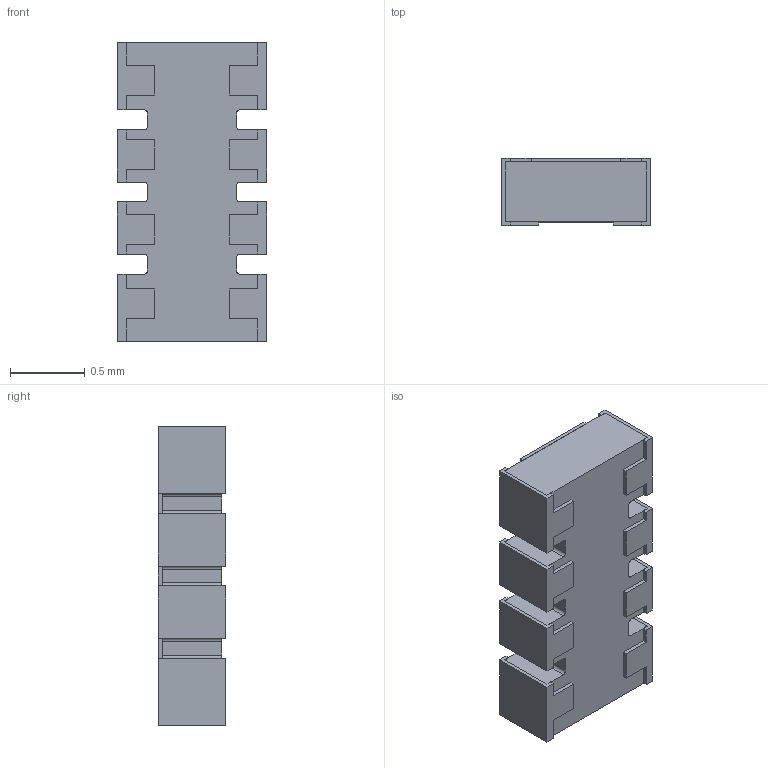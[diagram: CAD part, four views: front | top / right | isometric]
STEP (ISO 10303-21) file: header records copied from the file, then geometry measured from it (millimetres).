
FILE_DESCRIPTION (( 'STEP AP214' ), '1' );
FILE_NAME ('EXB-28V103JX.STEP', '2020-11-29T15:36:43', ( '' ), ( '' ), 'SwSTEP 2.0', 'SolidWorks 2017', '' );
FILE_SCHEMA (( 'AUTOMOTIVE_DESIGN' ));
Length unit declared in the file: millimetre
Products named in the file (1): EXB-28V103JX
Bounding box: 1 x 0.45 x 2 mm (x, y, z)
Volume: 0.8 mm3; surface area: 14.1 mm2
Topology: 10 solids, 10 shells, 192 faces, 516 edges, 344 vertices
Faces by surface type: plane 180, cylinder 12
Entity records: 6019 total; most frequent: CARTESIAN_POINT 1053, ORIENTED_EDGE 1032, DIRECTION 926, EDGE_CURVE 516, LINE 492, VECTOR 492, VERTEX_POINT 344, AXIS2_PLACEMENT_3D 217
